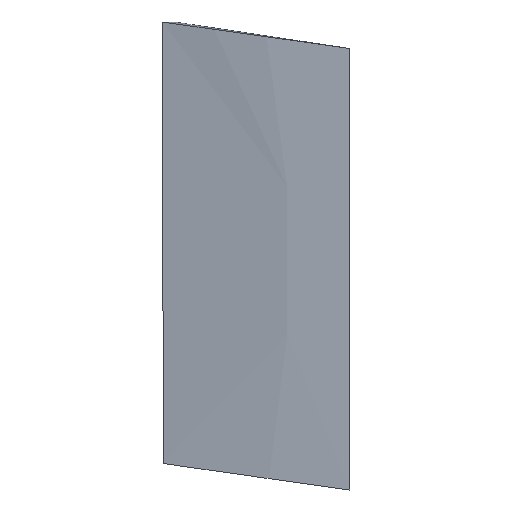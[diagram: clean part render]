
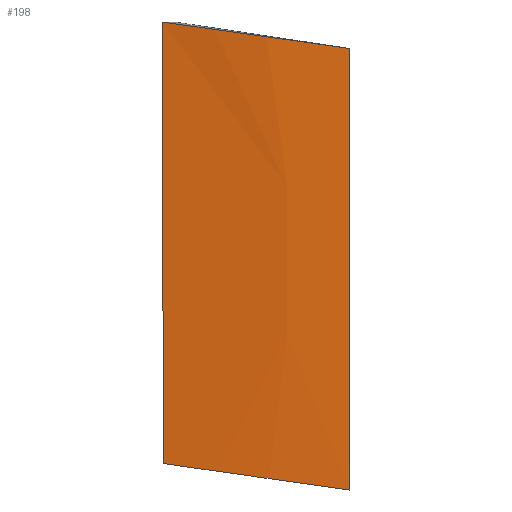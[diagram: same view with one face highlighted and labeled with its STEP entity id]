
A CAD part, top view. The second image highlights one B-rep face of the part: STEP entity #198.
In plain terms, the highlighted free-form (B-spline) face has degree [3, 3] with [4, 7] control points.
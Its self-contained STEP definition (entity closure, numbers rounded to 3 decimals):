
#3 = VECTOR ( 'NONE', #217, 1000. ) ;
#4 = CARTESIAN_POINT ( 'NONE',  ( -6.875, 9.1, 35.725 ) ) ;
#5 = CARTESIAN_POINT ( 'NONE',  ( -1.916, 16.519, 36.418 ) ) ;
#6 = CARTESIAN_POINT ( 'NONE',  ( -4.218, 16.843, 36.216 ) ) ;
#7 = CARTESIAN_POINT ( 'NONE',  ( -2.299, 16.573, 36.388 ) ) ;
#8 = CARTESIAN_POINT ( 'NONE',  ( -5.737, 11.645, 35.934 ) ) ;
#9 = CARTESIAN_POINT ( 'NONE',  ( -6.894, 17.225, 35.734 ) ) ;
#14 = EDGE_CURVE ( 'NONE', #97, #93, #38, .T. ) ;
#21 = ORIENTED_EDGE ( 'NONE', *, *, #214, .F. ) ;
#26 = CARTESIAN_POINT ( 'NONE',  ( -6.857, 0.975, 35.716 ) ) ;
#27 = CARTESIAN_POINT ( 'NONE',  ( 0., 0., 36.5 ) ) ;
#28 = CARTESIAN_POINT ( 'NONE',  ( -4.21, 11.427, 36.207 ) ) ;
#38 = LINE ( 'NONE', #76, #3 ) ;
#42 = CARTESIAN_POINT ( 'NONE',  ( -3.45, 16.736, 36.279 ) ) ;
#44 = CARTESIAN_POINT ( 'NONE',  ( -6.881, 11.809, 35.728 ) ) ;
#45 = CARTESIAN_POINT ( 'NONE',  ( -2.299, 16.574, 36.393 ) ) ;
#48 = ORIENTED_EDGE ( 'NONE', *, *, #149, .T. ) ;
#59 = CARTESIAN_POINT ( 'NONE',  ( -0.381, 0.058, 36.492 ) ) ;
#60 = FACE_OUTER_BOUND ( 'NONE', #158, .T. ) ;
#61 = CARTESIAN_POINT ( 'NONE',  ( 0., 10.833, 36.5 ) ) ;
#63 = CARTESIAN_POINT ( 'NONE',  ( -2.291, 5.741, 36.381 ) ) ;
#64 = CARTESIAN_POINT ( 'NONE',  ( -0.766, 16.359, 36.48 ) ) ;
#76 = CARTESIAN_POINT ( 'NONE',  ( 0., 8.125, 36.5 ) ) ;
#77 = CARTESIAN_POINT ( 'NONE',  ( -6.857, 0.975, 35.716 ) ) ;
#79 = ORIENTED_EDGE ( 'NONE', *, *, #14, .T. ) ;
#81 = CARTESIAN_POINT ( 'NONE',  ( -1.147, 10.993, 36.463 ) ) ;
#82 = CARTESIAN_POINT ( 'NONE',  ( 0., 0., 36.5 ) ) ;
#83 = CARTESIAN_POINT ( 'NONE',  ( 0., 16.25, 36.5 ) ) ;
#93 = VERTEX_POINT ( 'NONE', #120 ) ;
#95 = DIRECTION ( 'NONE',  ( -0.002, 1., 0.001 ) ) ;
#97 = VERTEX_POINT ( 'NONE', #144 ) ;
#98 = CARTESIAN_POINT ( 'NONE',  ( -1.143, 0.16, 36.455 ) ) ;
#100 = CARTESIAN_POINT ( 'NONE',  ( -5.716, 0.812, 35.919 ) ) ;
#101 = CARTESIAN_POINT ( 'NONE',  ( -0.381, 0.058, 36.492 ) ) ;
#102 = CARTESIAN_POINT ( 'NONE',  ( -5.747, 17.062, 35.941 ) ) ;
#116 = CARTESIAN_POINT ( 'NONE',  ( -6.894, 17.225, 35.734 ) ) ;
#118 = CARTESIAN_POINT ( 'NONE',  ( -1.143, 0.16, 36.455 ) ) ;
#119 = CARTESIAN_POINT ( 'NONE',  ( -1.532, 16.464, 36.443 ) ) ;
#120 = CARTESIAN_POINT ( 'NONE',  ( 0., 0., 36.5 ) ) ;
#121 = CARTESIAN_POINT ( 'NONE',  ( -2.287, 0.324, 36.375 ) ) ;
#127 = EDGE_CURVE ( 'NONE', #150, #201, #228, .T. ) ;
#139 = CARTESIAN_POINT ( 'NONE',  ( 0., 5.417, 36.5 ) ) ;
#141 = CARTESIAN_POINT ( 'NONE',  ( -6.894, 17.225, 35.734 ) ) ;
#144 = CARTESIAN_POINT ( 'NONE',  ( 0., 16.25, 36.5 ) ) ;
#145 = CARTESIAN_POINT ( 'NONE',  ( -4.195, 0.593, 36.189 ) ) ;
#148 = B_SPLINE_CURVE_WITH_KNOTS ( 'NONE', 3,
 ( #27, #59, #118, #206, #145, #100, #77 ),
 .UNSPECIFIED., .F., .F.,
 ( 4, 1, 1, 1, 4 ),
 ( 0., 0.167, 0.333, 0.5, 1. ),
 .UNSPECIFIED. ) ;
#149 = EDGE_CURVE ( 'NONE', #93, #150, #148, .T. ) ;
#150 = VERTEX_POINT ( 'NONE', #26 ) ;
#158 = EDGE_LOOP ( 'NONE', ( #79, #48, #252, #21 ) ) ;
#163 = B_SPLINE_SURFACE_WITH_KNOTS ( 'NONE', 3, 3, ( 
 ( #83, #244, #191, #45, #6, #182, #141 ),
 ( #61, #219, #81, #167, #28, #8, #44 ),
 ( #139, #186, #190, #63, #222, #172, #170 ),
 ( #82, #101, #98, #121, #248, #166, #242 ) ),
 .UNSPECIFIED., .F., .F., .F.,
 ( 4, 4 ),
 ( 4, 1, 1, 1, 4 ),
 ( 0., 1. ),
 ( 0., 0.167, 0.333, 0.5, 1. ),
 .UNSPECIFIED. ) ;
#165 = VECTOR ( 'NONE', #95, 1000. ) ;
#166 = CARTESIAN_POINT ( 'NONE',  ( -5.716, 0.812, 35.919 ) ) ;
#167 = CARTESIAN_POINT ( 'NONE',  ( -2.295, 11.157, 36.387 ) ) ;
#168 = B_SPLINE_CURVE_WITH_KNOTS ( 'NONE', 3,
 ( #224, #246, #64, #223, #119, #5, #7, #247, #184, #42, #207, #102, #9 ),
 .UNSPECIFIED., .F., .F.,
 ( 4, 1, 1, 1, 1, 1, 1, 1, 1, 1, 4 ),
 ( 0., 0.167, 0.167, 0.167, 0.333, 0.333, 0.333, 0.5, 0.5, 0.5, 1. ),
 .UNSPECIFIED. ) ;
#170 = CARTESIAN_POINT ( 'NONE',  ( -6.869, 6.392, 35.722 ) ) ;
#172 = CARTESIAN_POINT ( 'NONE',  ( -5.726, 6.228, 35.926 ) ) ;
#182 = CARTESIAN_POINT ( 'NONE',  ( -5.747, 17.062, 35.941 ) ) ;
#184 = CARTESIAN_POINT ( 'NONE',  ( -3.067, 16.682, 36.322 ) ) ;
#186 = CARTESIAN_POINT ( 'NONE',  ( -0.381, 5.475, 36.492 ) ) ;
#190 = CARTESIAN_POINT ( 'NONE',  ( -1.145, 5.576, 36.459 ) ) ;
#191 = CARTESIAN_POINT ( 'NONE',  ( -1.149, 16.409, 36.468 ) ) ;
#198 = ADVANCED_FACE ( 'NONE', ( #60 ), #163, .T. ) ;
#201 = VERTEX_POINT ( 'NONE', #116 ) ;
#206 = CARTESIAN_POINT ( 'NONE',  ( -2.287, 0.324, 36.375 ) ) ;
#207 = CARTESIAN_POINT ( 'NONE',  ( -4.6, 16.898, 36.148 ) ) ;
#214 = EDGE_CURVE ( 'NONE', #97, #201, #168, .T. ) ;
#217 = DIRECTION ( 'NONE',  ( 0., -1., 0. ) ) ;
#219 = CARTESIAN_POINT ( 'NONE',  ( -0.382, 10.891, 36.492 ) ) ;
#222 = CARTESIAN_POINT ( 'NONE',  ( -4.202, 6.01, 36.198 ) ) ;
#223 = CARTESIAN_POINT ( 'NONE',  ( -1.149, 16.412, 36.461 ) ) ;
#224 = CARTESIAN_POINT ( 'NONE',  ( 0., 16.25, 36.5 ) ) ;
#228 = LINE ( 'NONE', #4, #165 ) ;
#242 = CARTESIAN_POINT ( 'NONE',  ( -6.857, 0.975, 35.716 ) ) ;
#244 = CARTESIAN_POINT ( 'NONE',  ( -0.383, 16.308, 36.492 ) ) ;
#246 = CARTESIAN_POINT ( 'NONE',  ( -0.382, 16.308, 36.492 ) ) ;
#247 = CARTESIAN_POINT ( 'NONE',  ( -2.683, 16.628, 36.358 ) ) ;
#248 = CARTESIAN_POINT ( 'NONE',  ( -4.195, 0.593, 36.189 ) ) ;
#252 = ORIENTED_EDGE ( 'NONE', *, *, #127, .T. ) ;
